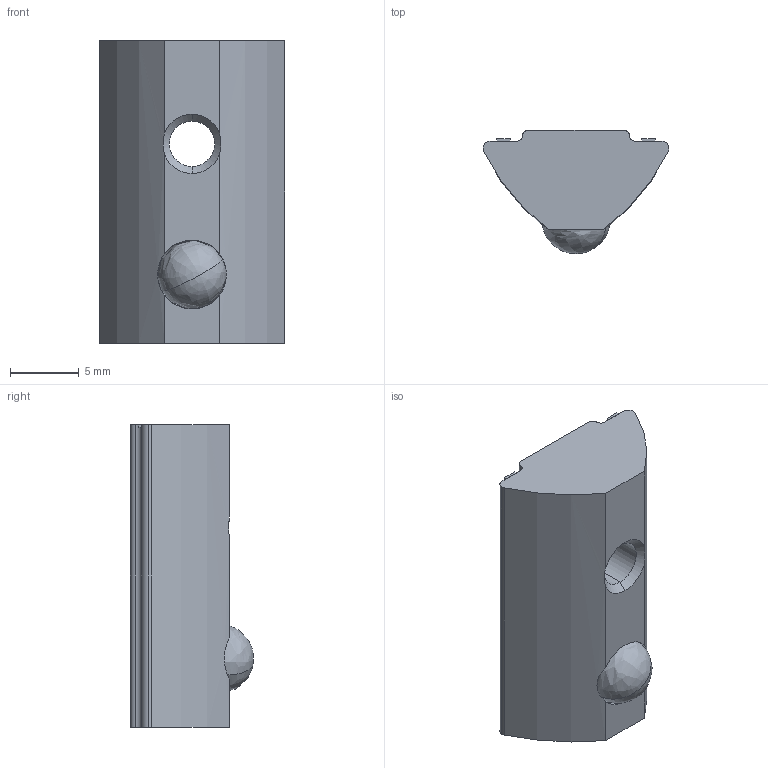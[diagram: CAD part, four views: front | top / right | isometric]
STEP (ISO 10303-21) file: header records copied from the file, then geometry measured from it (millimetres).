
FILE_DESCRIPTION (( 'STEP AP203' ), '1' );
FILE_NAME ('282200121_c_1.STEP', '2022-12-20T04:20:24', ( '' ), ( '' ), 'SwSTEP 2.0', 'SolidWorks 2014', '' );
FILE_SCHEMA (( 'CONFIG_CONTROL_DESIGN' ));
Length unit declared in the file: millimetre
Products named in the file (1): 282200121_c_1
Bounding box: 13.5 x 8.94 x 22 mm (x, y, z)
Volume: 1411.4 mm3; surface area: 1121.4 mm2
Topology: 4 solids, 4 shells, 42 faces, 105 edges, 66 vertices
Faces by surface type: plane 21, cylinder 13, cone 6, bspline 2
Entity records: 1352 total; most frequent: CARTESIAN_POINT 278, DIRECTION 213, ORIENTED_EDGE 202, EDGE_CURVE 101, AXIS2_PLACEMENT_3D 77, VERTEX_POINT 66, VECTOR 59, LINE 59
